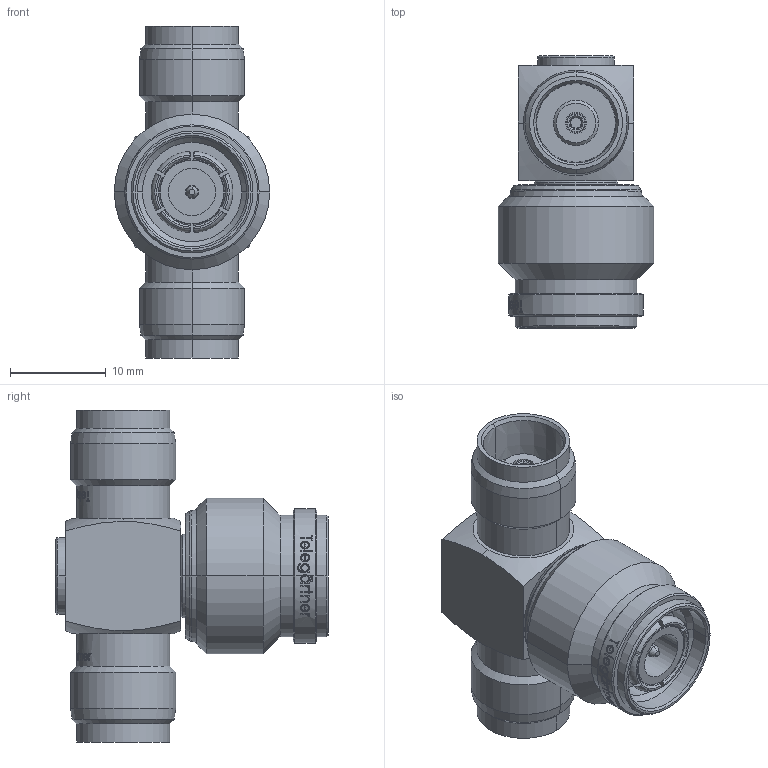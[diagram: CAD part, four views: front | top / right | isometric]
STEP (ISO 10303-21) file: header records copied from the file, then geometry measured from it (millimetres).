
FILE_DESCRIPTION (( 'STEP AP214' ), '1' );
FILE_NAME ('J01014A0000.STEP', '2018-03-01T10:51:42', ( '' ), ( '' ), 'SwSTEP 2.0', 'SolidWorks 2017', '' );
FILE_SCHEMA (( 'AUTOMOTIVE_DESIGN' ));
Length unit declared in the file: millimetre
Products named in the file (1): J01014A0000
Bounding box: 16.2 x 28.35 x 34.6 mm (x, y, z)
Volume: 5395.1 mm3; surface area: 3359.1 mm2
Topology: 1 solids, 1 shells, 724 faces, 1857 edges, 1217 vertices
Faces by surface type: bspline 249, plane 240, cylinder 138, cone 75, torus 22
Entity records: 44936 total; most frequent: CARTESIAN_POINT 21621, ORIENTED_EDGE 3714, DIRECTION 2301, EDGE_CURVE 1857, VERTEX_POINT 1217, AXIS2_PLACEMENT_3D 879, B_SPLINE_CURVE_WITH_KNOTS 873, EDGE_LOOP 806
